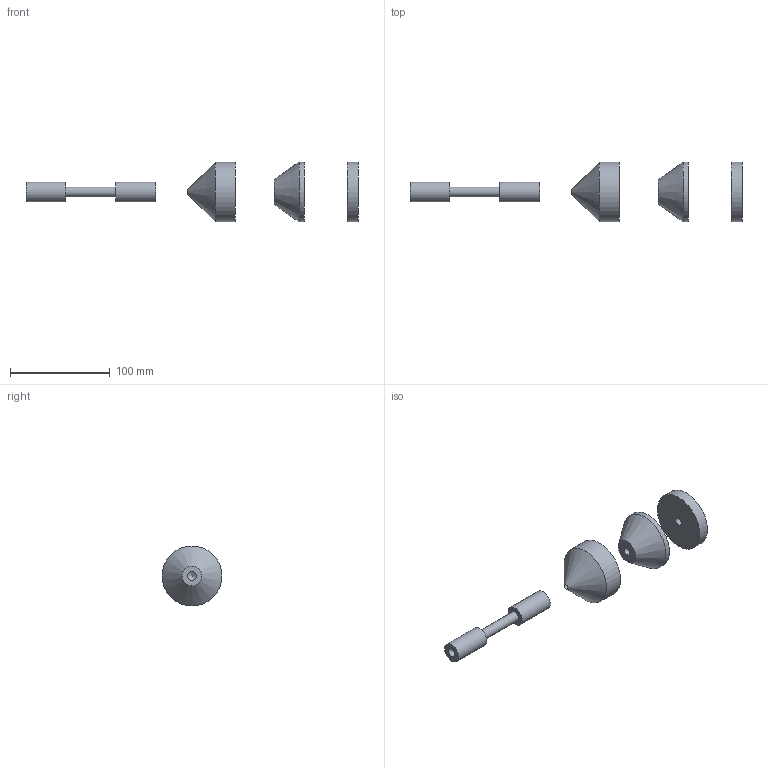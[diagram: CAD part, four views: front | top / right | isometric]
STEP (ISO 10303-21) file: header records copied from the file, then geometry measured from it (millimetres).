
FILE_DESCRIPTION(/* description */ (''),/* implementation_level */ '2;1');
FILE_NAME(/* name */ '5f687910a13d441612cbab26',/* time_stamp */ '2020-09-21T09:57:37+00:00',/* author */ (''),/* organization */ (''),/* preprocessor_version */ 'ST-DEVELOPER v16.7',/* originating_system */ $,/* authorisation */ $);
FILE_SCHEMA (('AUTOMOTIVE_DESIGN {1 0 10303 214 3 1 1}'));
Length unit declared in the file: metre
Products named in the file (5): Pièces à usiner; Part 1; Part 3
Assembly tree (4 placements, depth 2):
  Pièces à usiner
    Part 1
    Part 1
    Part 1
    Part 3
Bounding box: 332.5 x 60 x 60 mm (x, y, z)
Volume: 190278.8 mm3; surface area: 37318.9 mm2
Topology: 4 solids, 4 shells, 24 faces, 41 edges, 26 vertices
Faces by surface type: cylinder 11, plane 9, cone 4
Full cylindrical faces by diameter (mm): 5 x1, 8 x2, 9 x2, 10 x1, 20 x2, 60 x3
Entity records: 624 total; most frequent: DIRECTION 104, CARTESIAN_POINT 77, AXIS2_PLACEMENT_3D 52, FACE_BOUND 48, ORIENTED_EDGE 46, EDGE_LOOP 46, VERTEX_POINT 25, ADVANCED_FACE 24
